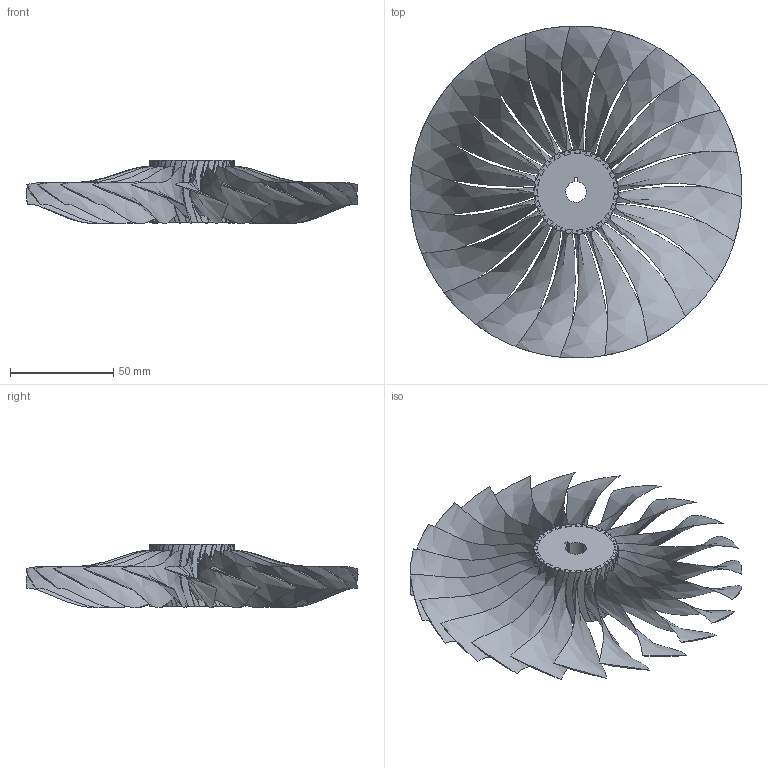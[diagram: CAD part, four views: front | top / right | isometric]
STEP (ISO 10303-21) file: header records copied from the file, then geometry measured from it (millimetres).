
FILE_DESCRIPTION(('FreeCAD Model'),'2;1');
FILE_NAME('Open CASCADE Shape Model','2024-05-12T09:30:11',('Author'),( ''),'Open CASCADE STEP processor 7.6','FreeCAD','Unknown');
FILE_SCHEMA(('AUTOMOTIVE_DESIGN { 1 0 10303 214 1 1 1 1 }'));
Length unit declared in the file: millimetre
Products named in the file (1): Main Fan
Bounding box: 160.99 x 161 x 30.67 mm (x, y, z)
Volume: 59407.7 mm3; surface area: 85092.2 mm2
Topology: 24 solids, 24 shells, 537 faces, 1421 edges, 932 vertices
Faces by surface type: cylinder 256, plane 120, cone 92, bspline 46, revolution 23
Entity records: 19615 total; most frequent: CARTESIAN_POINT 6247, ORIENTED_EDGE 2842, DIRECTION 2731, EDGE_CURVE 1421, AXIS2_PLACEMENT_3D 1072, VERTEX_POINT 932, LINE 564, VECTOR 564
